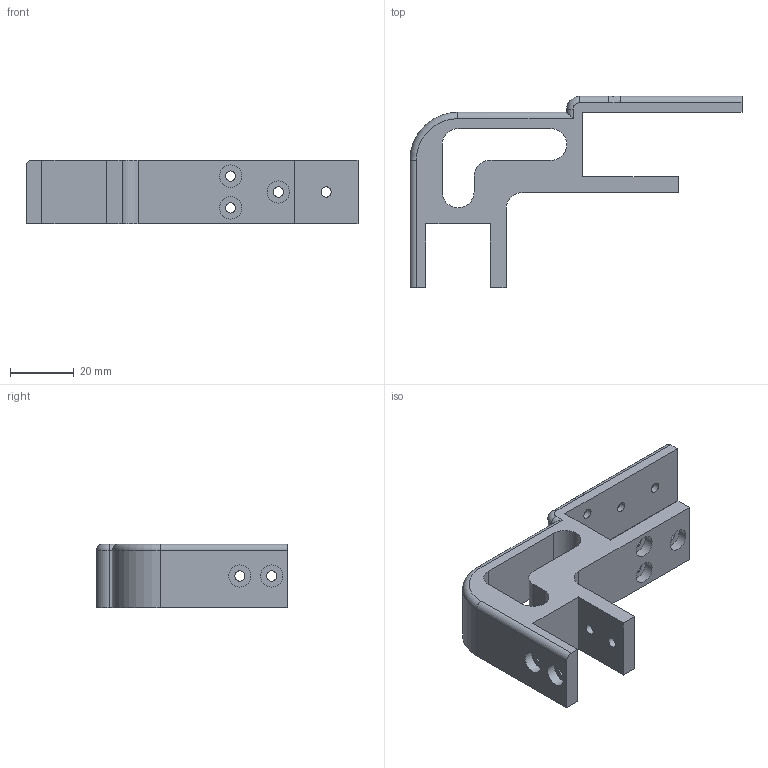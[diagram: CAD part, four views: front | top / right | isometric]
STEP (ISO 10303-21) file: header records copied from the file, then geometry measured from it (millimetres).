
FILE_DESCRIPTION(('FreeCAD Model'),'2;1');
FILE_NAME('Open CASCADE Shape Model','2025-03-12T19:36:07',(''),(''), 'Open CASCADE STEP processor 7.8','FreeCAD','Unknown');
FILE_SCHEMA(('AUTOMOTIVE_DESIGN { 1 0 10303 214 1 1 1 1 }'));
Length unit declared in the file: millimetre
Products named in the file (1): rear_bottom_left
Bounding box: 104.2 x 60 x 20 mm (x, y, z)
Volume: 32857.9 mm3; surface area: 14742.3 mm2
Topology: 1 solids, 1 shells, 70 faces, 167 edges, 109 vertices
Faces by surface type: cylinder 34, plane 33, torus 2, bspline 1
Full cylindrical faces by diameter (mm): 3.2 x11, 7 x11
Entity records: 2145 total; most frequent: CARTESIAN_POINT 391, DIRECTION 373, ORIENTED_EDGE 334, EDGE_CURVE 167, AXIS2_PLACEMENT_3D 139, VERTEX_POINT 109, FACE_BOUND 104, EDGE_LOOP 104
